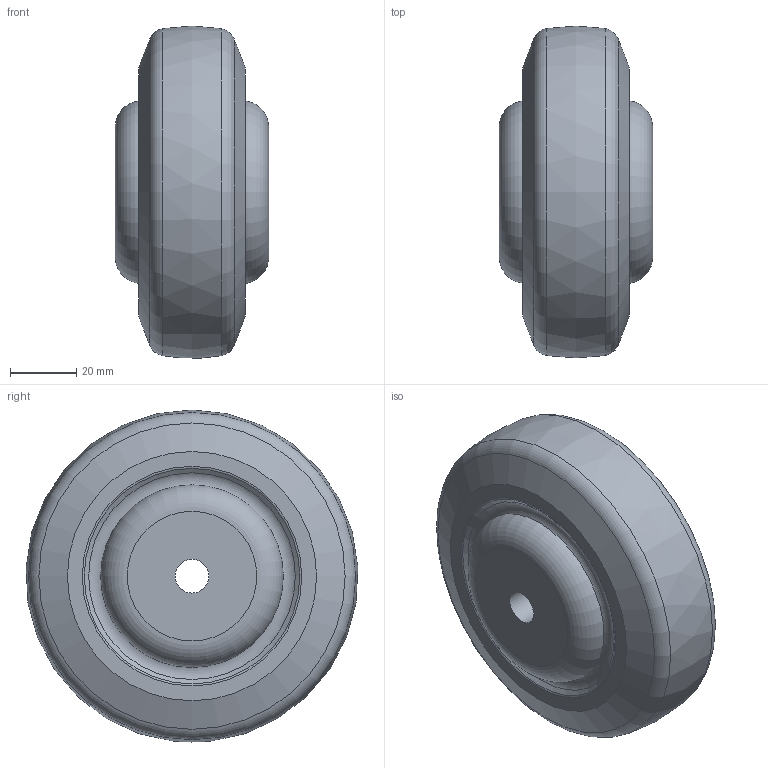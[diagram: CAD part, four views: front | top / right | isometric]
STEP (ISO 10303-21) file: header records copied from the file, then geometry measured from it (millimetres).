
FILE_DESCRIPTION( ( 'STEP AP214' ), '1' );
FILE_NAME( '437S-RDB 100C.stp', '2020-09-28T12:30:04', ( 'License CC BY-ND 4.0' ), ( 'CADENAS' ), ' ', 'PARTsolutions', ' ' );
FILE_SCHEMA( ( 'AUTOMOTIVE_DESIGN { 1 0 10303 214 1 1 1 1 }' ) );
Length unit declared in the file: millimetre
Products named in the file (1): _437S-RDB 100C
Bounding box: 46.2 x 99.85 x 99.91 mm (x, y, z)
Volume: 239015.9 mm3; surface area: 36748.2 mm2
Topology: 1 solids, 1 shells, 42 faces, 70 edges, 42 vertices
Faces by surface type: torus 16, plane 14, cone 6, cylinder 5, sphere 1
Full cylindrical faces by diameter (mm): 10.2 x1, 12 x2, 30.6 x2
Entity records: 1200 total; most frequent: DIRECTION 170, CARTESIAN_POINT 127, AXIS2_PLACEMENT_3D 85, EDGE_LOOP 84, ORIENTED_EDGE 84, FACE_OUTER_BOUND 64, STYLED_ITEM 42, PRESENTATION_STYLE_ASSIGNMENT 42
